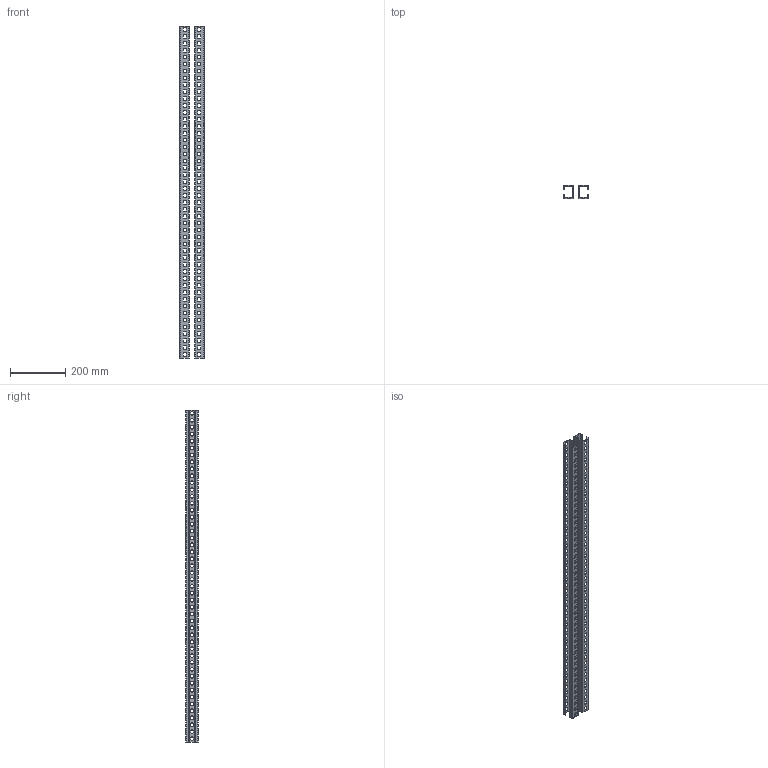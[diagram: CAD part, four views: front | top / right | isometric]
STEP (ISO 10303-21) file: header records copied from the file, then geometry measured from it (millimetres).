
FILE_DESCRIPTION(('STEP AP242'),'1');
FILE_NAME('nsytvr12.stp','2018-11-06T07:21:16',('TraceParts'),('TraceParts S.A.'),'Spatial InterOp 3D',' ',' ');
FILE_SCHEMA(('AP242_MANAGED_MODEL_BASED_3D_ENGINEERING_MIM_LF {1 0 10303 442 1 1 4}'));
Length unit declared in the file: millimetre
Products named in the file (1): nsytvr12_1
Bounding box: 88 x 45 x 1200 mm (x, y, z)
Volume: 519752.1 mm3; surface area: 568011.5 mm2
Topology: 2 solids, 2 shells, 5224 faces, 15660 edges, 10440 vertices
Faces by surface type: plane 4824, cylinder 400
Entity records: 174275 total; most frequent: CARTESIAN_POINT 31326, ORIENTED_EDGE 31320, DIRECTION 26912, EDGE_CURVE 15660, LINE 14860, VECTOR 14860, VERTEX_POINT 10440, AXIS2_PLACEMENT_3D 6026
